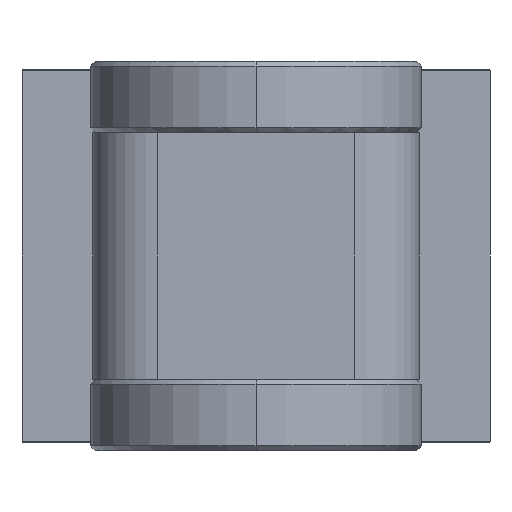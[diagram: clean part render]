
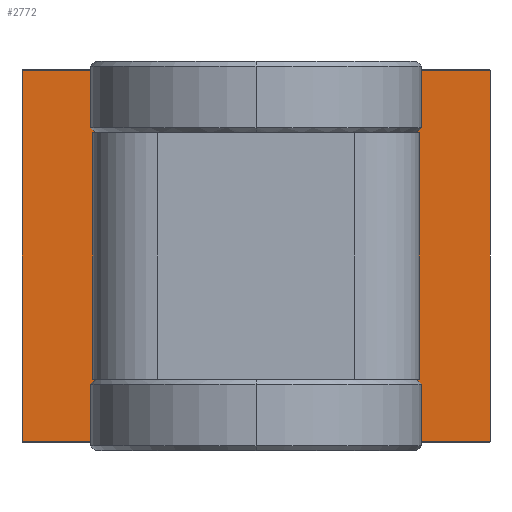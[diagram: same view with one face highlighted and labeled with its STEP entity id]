
A CAD part, front view. The second image highlights one B-rep face of the part: STEP entity #2772.
In plain terms, the highlighted planar face has unit normal (0, -1, 0).
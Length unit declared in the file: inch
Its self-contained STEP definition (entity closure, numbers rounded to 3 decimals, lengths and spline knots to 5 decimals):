
#25=DIRECTION('',(1.,0.,0.));
#26=VECTOR('',#25,1.312);
#27=CARTESIAN_POINT('',(-0.656,1.37,-0.4955));
#28=LINE('',#27,#26);
#468=DIRECTION('',(1.,0.,0.));
#469=VECTOR('',#468,1.312);
#470=CARTESIAN_POINT('',(-0.656,1.37,0.4955));
#471=LINE('',#470,#469);
#511=DIRECTION('',(0.,0.,1.));
#512=VECTOR('',#511,0.991);
#513=CARTESIAN_POINT('',(-0.656,1.37,-0.4955));
#514=LINE('',#513,#512);
#515=DIRECTION('',(0.,0.,1.));
#516=VECTOR('',#515,1.49);
#517=CARTESIAN_POINT('',(-0.94,1.37,-0.745));
#518=LINE('',#517,#516);
#535=DIRECTION('',(1.,0.,0.));
#536=VECTOR('',#535,1.88);
#537=CARTESIAN_POINT('',(-0.94,1.37,-0.745));
#538=LINE('',#537,#536);
#1183=DIRECTION('',(1.,0.,0.));
#1184=VECTOR('',#1183,1.88);
#1185=CARTESIAN_POINT('',(-0.94,1.37,0.745));
#1186=LINE('',#1185,#1184);
#1199=DIRECTION('',(0.,0.,1.));
#1200=VECTOR('',#1199,1.49);
#1201=CARTESIAN_POINT('',(0.94,1.37,-0.745));
#1202=LINE('',#1201,#1200);
#1207=DIRECTION('',(0.,0.,1.));
#1208=VECTOR('',#1207,0.991);
#1209=CARTESIAN_POINT('',(0.656,1.37,-0.4955));
#1210=LINE('',#1209,#1208);
#1694=CARTESIAN_POINT('',(0.94,1.37,-0.745));
#1696=VERTEX_POINT('',#1694);
#1699=CARTESIAN_POINT('',(-0.94,1.37,-0.745));
#1701=VERTEX_POINT('',#1699);
#1702=CARTESIAN_POINT('',(0.94,1.37,0.745));
#1704=VERTEX_POINT('',#1702);
#1707=CARTESIAN_POINT('',(-0.94,1.37,0.745));
#1709=VERTEX_POINT('',#1707);
#1710=CARTESIAN_POINT('',(-0.656,1.37,-0.4955));
#1711=CARTESIAN_POINT('',(0.656,1.37,-0.4955));
#1712=VERTEX_POINT('',#1710);
#1713=VERTEX_POINT('',#1711);
#1714=CARTESIAN_POINT('',(-0.656,1.37,0.4955));
#1715=CARTESIAN_POINT('',(0.656,1.37,0.4955));
#1716=VERTEX_POINT('',#1714);
#1717=VERTEX_POINT('',#1715);
#2750=CARTESIAN_POINT('',(-0.94,1.37,-0.745));
#2751=DIRECTION('',(0.,-1.,0.));
#2752=DIRECTION('',(1.,0.,0.));
#2753=AXIS2_PLACEMENT_3D('',#2750,#2751,#2752);
#2754=PLANE('',#2753);
#2756=ORIENTED_EDGE('',*,*,#2755,.F.);
#2758=ORIENTED_EDGE('',*,*,#2757,.T.);
#2760=ORIENTED_EDGE('',*,*,#2759,.T.);
#2762=ORIENTED_EDGE('',*,*,#2761,.F.);
#2763=EDGE_LOOP('',(#2756,#2758,#2760,#2762));
#2764=FACE_OUTER_BOUND('',#2763,.F.);
#2765=ORIENTED_EDGE('',*,*,#2165,.T.);
#2767=ORIENTED_EDGE('',*,*,#2766,.T.);
#2768=ORIENTED_EDGE('',*,*,#2679,.F.);
#2769=ORIENTED_EDGE('',*,*,#2742,.F.);
#2770=EDGE_LOOP('',(#2765,#2767,#2768,#2769));
#2771=FACE_BOUND('',#2770,.F.);
#2165=EDGE_CURVE('',#1712,#1713,#28,.T.);
#2679=EDGE_CURVE('',#1716,#1717,#471,.T.);
#2742=EDGE_CURVE('',#1712,#1716,#514,.T.);
#2755=EDGE_CURVE('',#1701,#1696,#538,.T.);
#2757=EDGE_CURVE('',#1701,#1709,#518,.T.);
#2759=EDGE_CURVE('',#1709,#1704,#1186,.T.);
#2761=EDGE_CURVE('',#1696,#1704,#1202,.T.);
#2766=EDGE_CURVE('',#1713,#1717,#1210,.T.);
#2772=ADVANCED_FACE('',(#2764,#2771),#2754,.T.);
